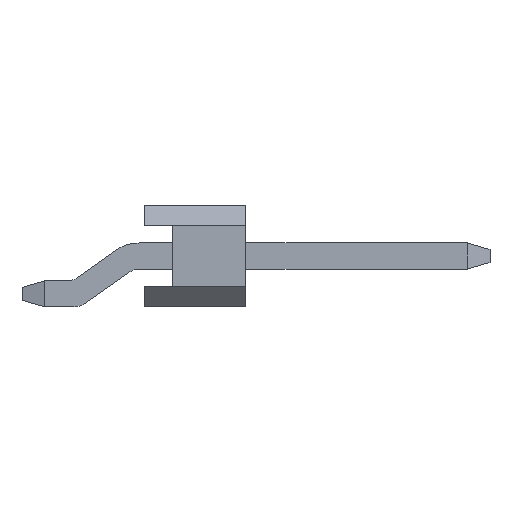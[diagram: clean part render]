
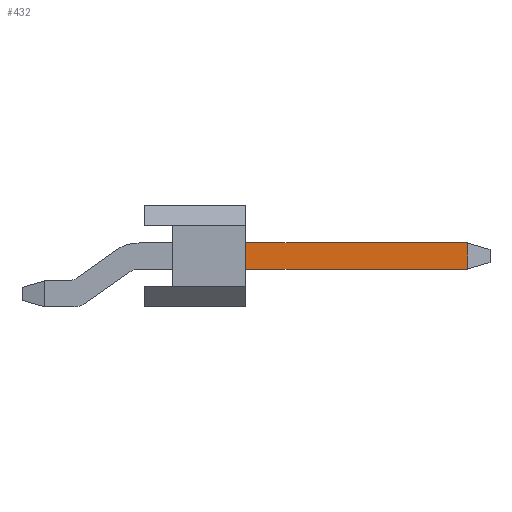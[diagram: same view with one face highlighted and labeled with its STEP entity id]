
A CAD part, left-side view. The second image highlights one B-rep face of the part: STEP entity #432.
In plain terms, the highlighted planar face has unit normal (-1, 0, 0).
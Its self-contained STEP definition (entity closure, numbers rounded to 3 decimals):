
#432=ADVANCED_FACE('',(#941),#942,.F.);
#941=FACE_OUTER_BOUND('',#1534,.T.);
#942=PLANE('',#1535);
#1534=EDGE_LOOP('',(#2725,#2726,#2727,#2728));
#1535=AXIS2_PLACEMENT_3D('',#2729,#2730,#2731);
#2725=ORIENTED_EDGE('',*,*,#3903,.F.);
#2726=ORIENTED_EDGE('',*,*,#3896,.F.);
#2727=ORIENTED_EDGE('',*,*,#3904,.T.);
#2728=ORIENTED_EDGE('',*,*,#3891,.F.);
#2729=CARTESIAN_POINT('',(-5.4,-2.666,-0.178));
#2730=DIRECTION('',(1.0,0.,0.));
#2731=DIRECTION('',(0.,0.,1.0));
#3891=EDGE_CURVE('',#4726,#4728,#4729,.T.);
#3896=EDGE_CURVE('',#4734,#4732,#4736,.T.);
#3903=EDGE_CURVE('',#4732,#4726,#4747,.T.);
#3904=EDGE_CURVE('',#4734,#4728,#4748,.T.);
#4726=VERTEX_POINT('',#5926);
#4728=VERTEX_POINT('',#5929);
#4729=LINE('',#5930,#5931);
#4732=VERTEX_POINT('',#5935);
#4734=VERTEX_POINT('',#5938);
#4736=LINE('',#5941,#5942);
#4747=LINE('',#5957,#5958);
#4748=LINE('',#5959,#5960);
#5926=CARTESIAN_POINT('',(-5.4,-2.5,0.32));
#5929=CARTESIAN_POINT('',(-5.4,-7.954,0.32));
#5930=CARTESIAN_POINT('',(-5.4,0.124,0.32));
#5931=VECTOR('',#6905,1.0);
#5935=CARTESIAN_POINT('',(-5.4,-2.5,-0.32));
#5938=CARTESIAN_POINT('',(-5.4,-7.954,-0.32));
#5941=CARTESIAN_POINT('',(-5.4,-7.954,-0.32));
#5942=VECTOR('',#6909,1.0);
#5957=CARTESIAN_POINT('',(-5.4,-2.5,-0.089));
#5958=VECTOR('',#6914,1.0);
#5959=CARTESIAN_POINT('',(-5.4,-7.954,0.161));
#5960=VECTOR('',#6915,1.0);
#6905=DIRECTION('',(0.,-1.0,0.));
#6909=DIRECTION('',(0.0,1.0,0.));
#6914=DIRECTION('',(0.,0.,1.0));
#6915=DIRECTION('',(0.,0.,1.0));
